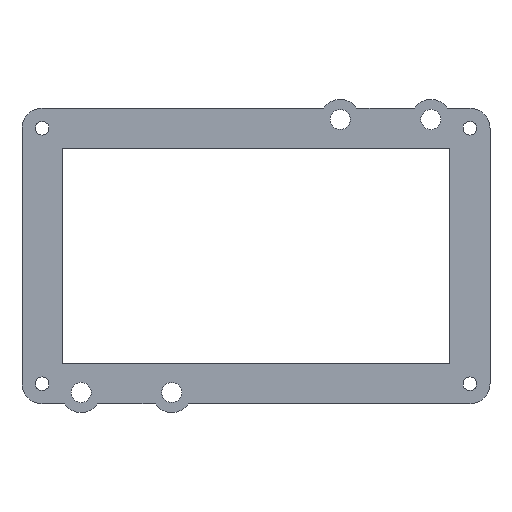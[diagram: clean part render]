
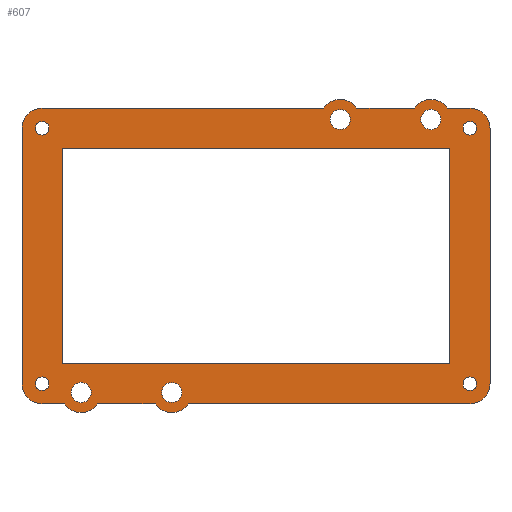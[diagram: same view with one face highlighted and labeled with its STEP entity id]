
A CAD part, front view. The second image highlights one B-rep face of the part: STEP entity #607.
In plain terms, the highlighted planar face has unit normal (0, -1, 0).
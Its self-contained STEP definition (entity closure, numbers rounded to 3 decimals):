
#20=LINE('',#916,#64);
#21=LINE('',#919,#65);
#22=LINE('',#921,#66);
#23=LINE('',#923,#67);
#24=LINE('',#924,#68);
#25=LINE('',#929,#69);
#26=LINE('',#933,#70);
#27=LINE('',#937,#71);
#28=LINE('',#941,#72);
#29=LINE('',#945,#73);
#30=LINE('',#949,#74);
#31=LINE('',#953,#75);
#64=VECTOR('',#733,1000.);
#65=VECTOR('',#734,1000.);
#66=VECTOR('',#735,1000.);
#67=VECTOR('',#736,1000.);
#68=VECTOR('',#737,1000.);
#69=VECTOR('',#740,1000.);
#70=VECTOR('',#743,1000.);
#71=VECTOR('',#746,1000.);
#72=VECTOR('',#749,1000.);
#73=VECTOR('',#752,1000.);
#74=VECTOR('',#755,1000.);
#75=VECTOR('',#758,1000.);
#108=PLANE('',#656);
#128=ORIENTED_EDGE('',*,*,#286,.F.);
#129=ORIENTED_EDGE('',*,*,#288,.T.);
#130=ORIENTED_EDGE('',*,*,#289,.F.);
#131=ORIENTED_EDGE('',*,*,#290,.T.);
#132=ORIENTED_EDGE('',*,*,#291,.F.);
#133=ORIENTED_EDGE('',*,*,#292,.F.);
#134=ORIENTED_EDGE('',*,*,#293,.T.);
#135=ORIENTED_EDGE('',*,*,#294,.T.);
#136=ORIENTED_EDGE('',*,*,#295,.T.);
#137=ORIENTED_EDGE('',*,*,#296,.F.);
#138=ORIENTED_EDGE('',*,*,#297,.T.);
#139=ORIENTED_EDGE('',*,*,#298,.F.);
#140=ORIENTED_EDGE('',*,*,#299,.F.);
#141=ORIENTED_EDGE('',*,*,#300,.F.);
#142=ORIENTED_EDGE('',*,*,#301,.T.);
#143=ORIENTED_EDGE('',*,*,#302,.T.);
#144=ORIENTED_EDGE('',*,*,#303,.T.);
#145=ORIENTED_EDGE('',*,*,#304,.F.);
#146=ORIENTED_EDGE('',*,*,#305,.T.);
#147=ORIENTED_EDGE('',*,*,#306,.F.);
#148=ORIENTED_EDGE('',*,*,#307,.F.);
#149=ORIENTED_EDGE('',*,*,#308,.F.);
#150=ORIENTED_EDGE('',*,*,#309,.T.);
#151=ORIENTED_EDGE('',*,*,#310,.T.);
#152=ORIENTED_EDGE('',*,*,#311,.T.);
#153=ORIENTED_EDGE('',*,*,#312,.T.);
#154=ORIENTED_EDGE('',*,*,#313,.F.);
#155=ORIENTED_EDGE('',*,*,#314,.F.);
#286=EDGE_CURVE('',#366,#366,#426,.T.);
#288=EDGE_CURVE('',#368,#369,#20,.T.);
#289=EDGE_CURVE('',#370,#369,#21,.T.);
#290=EDGE_CURVE('',#370,#371,#22,.T.);
#291=EDGE_CURVE('',#368,#371,#23,.T.);
#292=EDGE_CURVE('',#372,#373,#24,.T.);
#293=EDGE_CURVE('',#372,#374,#428,.T.);
#294=EDGE_CURVE('',#374,#375,#25,.T.);
#295=EDGE_CURVE('',#375,#376,#429,.T.);
#296=EDGE_CURVE('',#377,#376,#26,.T.);
#297=EDGE_CURVE('',#377,#378,#430,.T.);
#298=EDGE_CURVE('',#379,#378,#27,.T.);
#299=EDGE_CURVE('',#380,#379,#431,.T.);
#300=EDGE_CURVE('',#381,#380,#28,.T.);
#301=EDGE_CURVE('',#381,#382,#432,.T.);
#302=EDGE_CURVE('',#382,#383,#29,.T.);
#303=EDGE_CURVE('',#383,#384,#433,.T.);
#304=EDGE_CURVE('',#385,#384,#30,.T.);
#305=EDGE_CURVE('',#385,#386,#434,.T.);
#306=EDGE_CURVE('',#387,#386,#31,.T.);
#307=EDGE_CURVE('',#373,#387,#435,.T.);
#308=EDGE_CURVE('',#388,#388,#436,.T.);
#309=EDGE_CURVE('',#389,#389,#437,.F.);
#310=EDGE_CURVE('',#390,#390,#438,.F.);
#311=EDGE_CURVE('',#391,#391,#439,.F.);
#312=EDGE_CURVE('',#392,#392,#440,.F.);
#313=EDGE_CURVE('',#393,#393,#441,.T.);
#314=EDGE_CURVE('',#394,#394,#442,.T.);
#366=VERTEX_POINT('',#912);
#368=VERTEX_POINT('',#917);
#369=VERTEX_POINT('',#918);
#370=VERTEX_POINT('',#920);
#371=VERTEX_POINT('',#922);
#372=VERTEX_POINT('',#925);
#373=VERTEX_POINT('',#926);
#374=VERTEX_POINT('',#928);
#375=VERTEX_POINT('',#930);
#376=VERTEX_POINT('',#932);
#377=VERTEX_POINT('',#934);
#378=VERTEX_POINT('',#936);
#379=VERTEX_POINT('',#938);
#380=VERTEX_POINT('',#940);
#381=VERTEX_POINT('',#942);
#382=VERTEX_POINT('',#944);
#383=VERTEX_POINT('',#946);
#384=VERTEX_POINT('',#948);
#385=VERTEX_POINT('',#950);
#386=VERTEX_POINT('',#952);
#387=VERTEX_POINT('',#954);
#388=VERTEX_POINT('',#957);
#389=VERTEX_POINT('',#959);
#390=VERTEX_POINT('',#961);
#391=VERTEX_POINT('',#963);
#392=VERTEX_POINT('',#965);
#393=VERTEX_POINT('',#967);
#394=VERTEX_POINT('',#969);
#426=CIRCLE('',#654,1.35);
#428=CIRCLE('',#657,4.);
#429=CIRCLE('',#658,4.);
#430=CIRCLE('',#659,4.);
#431=CIRCLE('',#660,4.);
#432=CIRCLE('',#661,4.);
#433=CIRCLE('',#662,4.);
#434=CIRCLE('',#663,4.);
#435=CIRCLE('',#664,4.);
#436=CIRCLE('',#665,1.35);
#437=CIRCLE('',#666,2.);
#438=CIRCLE('',#667,2.);
#439=CIRCLE('',#668,2.);
#440=CIRCLE('',#669,2.);
#441=CIRCLE('',#670,1.35);
#442=CIRCLE('',#671,1.35);
#464=EDGE_LOOP('',(#128));
#465=EDGE_LOOP('',(#129,#130,#131,#132));
#466=EDGE_LOOP('',(#133,#134,#135,#136,#137,#138,#139,#140,#141,#142,#143,
#144,#145,#146,#147,#148));
#467=EDGE_LOOP('',(#149));
#468=EDGE_LOOP('',(#150));
#469=EDGE_LOOP('',(#151));
#470=EDGE_LOOP('',(#152));
#471=EDGE_LOOP('',(#153));
#472=EDGE_LOOP('',(#154));
#473=EDGE_LOOP('',(#155));
#528=FACE_BOUND('',#464,.T.);
#529=FACE_BOUND('',#465,.T.);
#530=FACE_BOUND('',#466,.T.);
#531=FACE_BOUND('',#467,.T.);
#532=FACE_BOUND('',#468,.T.);
#533=FACE_BOUND('',#469,.T.);
#534=FACE_BOUND('',#470,.T.);
#535=FACE_BOUND('',#471,.T.);
#536=FACE_BOUND('',#472,.T.);
#537=FACE_BOUND('',#473,.T.);
#607=ADVANCED_FACE('',(#528,#529,#530,#531,#532,#533,#534,#535,#536,#537),
#108,.T.);
#654=AXIS2_PLACEMENT_3D('',#911,#727,#728);
#656=AXIS2_PLACEMENT_3D('',#915,#731,#732);
#657=AXIS2_PLACEMENT_3D('',#927,#738,#739);
#658=AXIS2_PLACEMENT_3D('',#931,#741,#742);
#659=AXIS2_PLACEMENT_3D('',#935,#744,#745);
#660=AXIS2_PLACEMENT_3D('',#939,#747,#748);
#661=AXIS2_PLACEMENT_3D('',#943,#750,#751);
#662=AXIS2_PLACEMENT_3D('',#947,#753,#754);
#663=AXIS2_PLACEMENT_3D('',#951,#756,#757);
#664=AXIS2_PLACEMENT_3D('',#955,#759,#760);
#665=AXIS2_PLACEMENT_3D('',#956,#761,#762);
#666=AXIS2_PLACEMENT_3D('',#958,#763,#764);
#667=AXIS2_PLACEMENT_3D('',#960,#765,#766);
#668=AXIS2_PLACEMENT_3D('',#962,#767,#768);
#669=AXIS2_PLACEMENT_3D('',#964,#769,#770);
#670=AXIS2_PLACEMENT_3D('',#966,#771,#772);
#671=AXIS2_PLACEMENT_3D('',#968,#773,#774);
#727=DIRECTION('',(0.,-1.,0.));
#728=DIRECTION('',(0.,0.,1.));
#731=DIRECTION('',(0.,-1.,0.));
#732=DIRECTION('',(0.,0.,1.));
#733=DIRECTION('',(0.,0.,1.));
#734=DIRECTION('',(-1.,0.,0.));
#735=DIRECTION('',(0.,0.,-1.));
#736=DIRECTION('',(1.,0.,0.));
#737=DIRECTION('',(-1.,0.,0.));
#738=DIRECTION('',(0.,-1.,0.));
#739=DIRECTION('',(0.,0.,-1.));
#740=DIRECTION('',(0.,0.,1.));
#741=DIRECTION('',(0.,-1.,0.));
#742=DIRECTION('',(0.,0.,1.));
#743=DIRECTION('',(1.,0.,0.));
#744=DIRECTION('',(0.,-1.,0.));
#745=DIRECTION('',(1.,0.,0.));
#746=DIRECTION('',(1.,0.,0.));
#747=DIRECTION('',(0.,1.,0.));
#748=DIRECTION('',(1.,0.,0.));
#749=DIRECTION('',(1.,0.,0.));
#750=DIRECTION('',(0.,-1.,0.));
#751=DIRECTION('',(1.,0.,0.));
#752=DIRECTION('',(0.,0.,-1.));
#753=DIRECTION('',(0.,-1.,0.));
#754=DIRECTION('',(0.,0.,-1.));
#755=DIRECTION('',(-1.,0.,0.));
#756=DIRECTION('',(0.,-1.,0.));
#757=DIRECTION('',(-1.,0.,0.));
#758=DIRECTION('',(-1.,0.,0.));
#759=DIRECTION('',(0.,1.,0.));
#760=DIRECTION('',(-1.,0.,0.));
#761=DIRECTION('',(0.,-1.,0.));
#762=DIRECTION('',(0.,0.,1.));
#763=DIRECTION('',(0.,-1.,0.));
#764=DIRECTION('',(0.,0.,1.));
#765=DIRECTION('',(0.,-1.,0.));
#766=DIRECTION('',(0.,0.,1.));
#767=DIRECTION('',(0.,-1.,0.));
#768=DIRECTION('',(0.,0.,-1.));
#769=DIRECTION('',(0.,-1.,0.));
#770=DIRECTION('',(0.,0.,-1.));
#771=DIRECTION('',(0.,-1.,0.));
#772=DIRECTION('',(0.,0.,-1.));
#773=DIRECTION('',(0.,-1.,0.));
#774=DIRECTION('',(0.,0.,-1.));
#911=CARTESIAN_POINT('',(15.,1.6,-37.875));
#912=CARTESIAN_POINT('',(15.,1.6,-36.525));
#915=CARTESIAN_POINT('',(16.,1.6,-37.875));
#916=CARTESIAN_POINT('',(-66.,1.6,-33.875));
#917=CARTESIAN_POINT('',(-66.,1.6,-33.875));
#918=CARTESIAN_POINT('',(-66.,1.6,8.875));
#919=CARTESIAN_POINT('',(15.,1.6,8.875));
#920=CARTESIAN_POINT('',(11.,1.6,8.875));
#921=CARTESIAN_POINT('',(11.,1.6,8.875));
#922=CARTESIAN_POINT('',(11.,1.6,-33.875));
#923=CARTESIAN_POINT('',(-70.,1.6,-33.875));
#924=CARTESIAN_POINT('',(16.,1.6,-41.875));
#925=CARTESIAN_POINT('',(15.,1.6,-41.875));
#926=CARTESIAN_POINT('',(-40.943,1.6,-41.875));
#927=CARTESIAN_POINT('',(15.,1.6,-37.875));
#928=CARTESIAN_POINT('',(19.,1.6,-37.875));
#929=CARTESIAN_POINT('',(19.,1.6,-37.125));
#930=CARTESIAN_POINT('',(19.,1.6,12.875));
#931=CARTESIAN_POINT('',(15.,1.6,12.875));
#932=CARTESIAN_POINT('',(15.,1.6,16.875));
#933=CARTESIAN_POINT('',(-71.,1.6,16.875));
#934=CARTESIAN_POINT('',(10.557,1.6,16.875));
#935=CARTESIAN_POINT('',(7.25,1.6,14.625));
#936=CARTESIAN_POINT('',(3.943,1.6,16.875));
#937=CARTESIAN_POINT('',(-71.,1.6,16.875));
#938=CARTESIAN_POINT('',(-7.443,1.6,16.875));
#939=CARTESIAN_POINT('',(-10.75,1.6,14.625));
#940=CARTESIAN_POINT('',(-14.057,1.6,16.875));
#941=CARTESIAN_POINT('',(-71.,1.6,16.875));
#942=CARTESIAN_POINT('',(-70.,1.6,16.875));
#943=CARTESIAN_POINT('',(-70.,1.6,12.875));
#944=CARTESIAN_POINT('',(-74.,1.6,12.875));
#945=CARTESIAN_POINT('',(-74.,1.6,12.125));
#946=CARTESIAN_POINT('',(-74.,1.6,-37.875));
#947=CARTESIAN_POINT('',(-70.,1.6,-37.875));
#948=CARTESIAN_POINT('',(-70.,1.6,-41.875));
#949=CARTESIAN_POINT('',(16.,1.6,-41.875));
#950=CARTESIAN_POINT('',(-65.557,1.6,-41.875));
#951=CARTESIAN_POINT('',(-62.25,1.6,-39.625));
#952=CARTESIAN_POINT('',(-58.943,1.6,-41.875));
#953=CARTESIAN_POINT('',(16.,1.6,-41.875));
#954=CARTESIAN_POINT('',(-47.557,1.6,-41.875));
#955=CARTESIAN_POINT('',(-44.25,1.6,-39.625));
#956=CARTESIAN_POINT('',(-70.,1.6,-37.875));
#957=CARTESIAN_POINT('',(-70.,1.6,-36.525));
#958=CARTESIAN_POINT('',(-62.25,1.6,-39.625));
#959=CARTESIAN_POINT('',(-62.25,1.6,-37.625));
#960=CARTESIAN_POINT('',(-44.25,1.6,-39.625));
#961=CARTESIAN_POINT('',(-44.25,1.6,-37.625));
#962=CARTESIAN_POINT('',(-10.75,1.6,14.625));
#963=CARTESIAN_POINT('',(-10.75,1.6,12.625));
#964=CARTESIAN_POINT('',(7.25,1.6,14.625));
#965=CARTESIAN_POINT('',(7.25,1.6,12.625));
#966=CARTESIAN_POINT('',(15.,1.6,12.875));
#967=CARTESIAN_POINT('',(15.,1.6,11.525));
#968=CARTESIAN_POINT('',(-70.,1.6,12.875));
#969=CARTESIAN_POINT('',(-70.,1.6,11.525));
